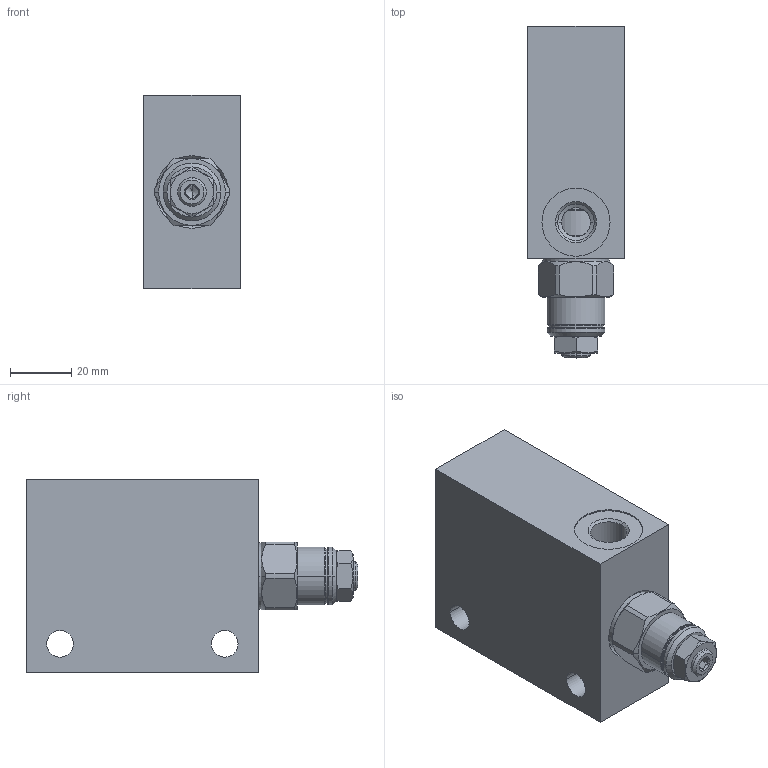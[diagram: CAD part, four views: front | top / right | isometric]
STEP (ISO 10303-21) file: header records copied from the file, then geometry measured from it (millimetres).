
FILE_DESCRIPTION((''),'2;1');
FILE_NAME('CBBALHN-ECV_ASM','2022-06-23T',('ProEService'),(''),'PRO/ENGINEER BY PARAMETRIC TECHNOLOGY CORPORATION, 2014200','PRO/ENGINEER BY PARAMETRIC TECHNOLOGY CORPORATION, 2014200','');
FILE_SCHEMA(('CONFIG_CONTROL_DESIGN'));
Length unit declared in the file: inch
Products named in the file (3): 150-239-009; CBBALHN; CBBALHN-ECV_ASM
Assembly tree (2 placements, depth 2):
  CBBALHN-ECV_ASM
    150-239-009
    CBBALHN
Bounding box: 31.75 x 108.74 x 63.5 mm (x, y, z)
Volume: 142343.3 mm3; surface area: 33604.9 mm2
Topology: 5 solids, 7 shells, 250 faces, 725 edges, 566 vertices
Faces by surface type: cylinder 90, plane 58, cone 54, torus 36, revolution 12
Entity records: 9344 total; most frequent: CARTESIAN_POINT 2684, DIRECTION 1469, ORIENTED_EDGE 1108, EDGE_CURVE 554, AXIS2_PLACEMENT_3D 551, VECTOR 355, LINE 355, VERTEX_POINT 333
